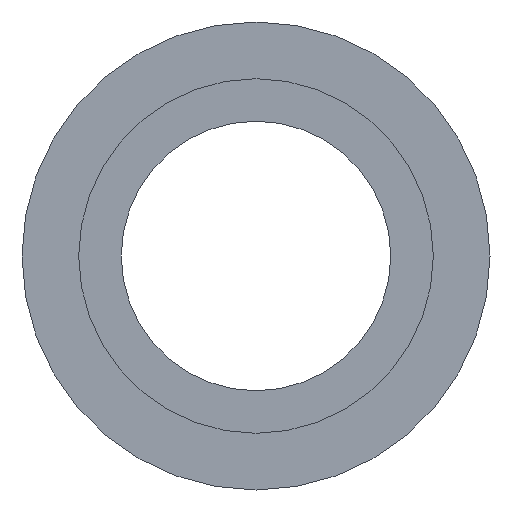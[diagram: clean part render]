
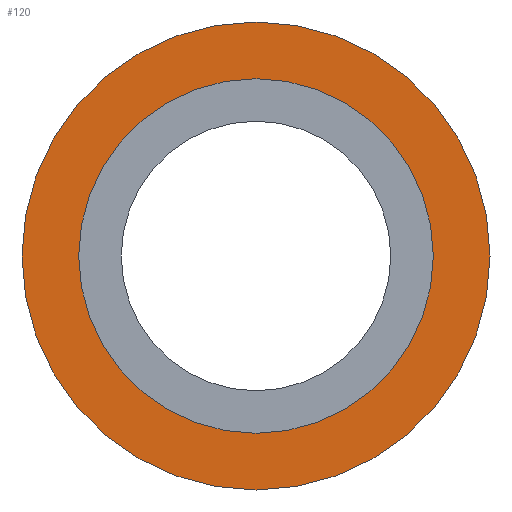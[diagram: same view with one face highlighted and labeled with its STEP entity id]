
A CAD part, left-side view. The second image highlights one B-rep face of the part: STEP entity #120.
In plain terms, the highlighted planar face has unit normal (-1, 0, 0).
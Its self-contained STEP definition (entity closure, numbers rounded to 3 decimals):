
#19 = EDGE_CURVE ( 'NONE', #208, #215, #450, .T. ) ;
#28 = AXIS2_PLACEMENT_3D ( 'NONE', #188, #192, #178 ) ;
#41 = EDGE_CURVE ( 'NONE', #215, #208, #476, .T. ) ;
#45 = EDGE_CURVE ( 'NONE', #211, #201, #477, .T. ) ;
#58 = EDGE_CURVE ( 'NONE', #201, #211, #494, .T. ) ;
#61 = ORIENTED_EDGE ( 'NONE', *, *, #19, .F. ) ;
#66 = ORIENTED_EDGE ( 'NONE', *, *, #58, .T. ) ;
#76 = ORIENTED_EDGE ( 'NONE', *, *, #41, .F. ) ;
#83 = ORIENTED_EDGE ( 'NONE', *, *, #45, .T. ) ;
#120 = ADVANCED_FACE ( 'NONE', ( #506, #507 ), #308, .T. ) ;
#133 = AXIS2_PLACEMENT_3D ( 'NONE', #309, #310, #311 ) ;
#158 = AXIS2_PLACEMENT_3D ( 'NONE', #285, #286, #287 ) ;
#164 = AXIS2_PLACEMENT_3D ( 'NONE', #247, #248, #249 ) ;
#166 = AXIS2_PLACEMENT_3D ( 'NONE', #250, #251, #252 ) ;
#178 = DIRECTION ( 'NONE',  ( 0., 0., -1. ) ) ;
#188 = CARTESIAN_POINT ( 'NONE',  ( -5., 12.5, 0. ) ) ;
#192 = DIRECTION ( 'NONE',  ( -1., 0., 0. ) ) ;
#201 = VERTEX_POINT ( 'NONE', #359 ) ;
#208 = VERTEX_POINT ( 'NONE', #366 ) ;
#211 = VERTEX_POINT ( 'NONE', #369 ) ;
#215 = VERTEX_POINT ( 'NONE', #373 ) ;
#247 = CARTESIAN_POINT ( 'NONE',  ( -5., 12.5, 0. ) ) ;
#248 = DIRECTION ( 'NONE',  ( -1., 0., 0. ) ) ;
#249 = DIRECTION ( 'NONE',  ( 0., 0., -1. ) ) ;
#250 = CARTESIAN_POINT ( 'NONE',  ( -5., 12.5, 0. ) ) ;
#251 = DIRECTION ( 'NONE',  ( -1., 0., 0. ) ) ;
#252 = DIRECTION ( 'NONE',  ( 0., 0., -1. ) ) ;
#285 = CARTESIAN_POINT ( 'NONE',  ( -5., 12.5, 0. ) ) ;
#286 = DIRECTION ( 'NONE',  ( -1., 0., 0. ) ) ;
#287 = DIRECTION ( 'NONE',  ( 0., 0., -1. ) ) ;
#308 = PLANE ( 'NONE',  #133 ) ;
#309 = CARTESIAN_POINT ( 'NONE',  ( -5., 0., 0. ) ) ;
#310 = DIRECTION ( 'NONE',  ( -1., 0., 0. ) ) ;
#311 = DIRECTION ( 'NONE',  ( 0., 0., 1. ) ) ;
#359 = CARTESIAN_POINT ( 'NONE',  ( -5., 12.5, -16.5 ) ) ;
#366 = CARTESIAN_POINT ( 'NONE',  ( -5., 12.5, -12.5 ) ) ;
#369 = CARTESIAN_POINT ( 'NONE',  ( -5., 12.5, 16.5 ) ) ;
#373 = CARTESIAN_POINT ( 'NONE',  ( -5., 12.5, 12.5 ) ) ;
#437 = EDGE_LOOP ( 'NONE', ( #66, #83 ) ) ;
#438 = EDGE_LOOP ( 'NONE', ( #61, #76 ) ) ;
#450 = CIRCLE ( 'NONE', #28, 12.5 ) ;
#476 = CIRCLE ( 'NONE', #164, 12.5 ) ;
#477 = CIRCLE ( 'NONE', #166, 16.5 ) ;
#494 = CIRCLE ( 'NONE', #158, 16.5 ) ;
#506 = FACE_BOUND ( 'NONE', #438, .T. ) ;
#507 = FACE_OUTER_BOUND ( 'NONE', #437, .T. ) ;
